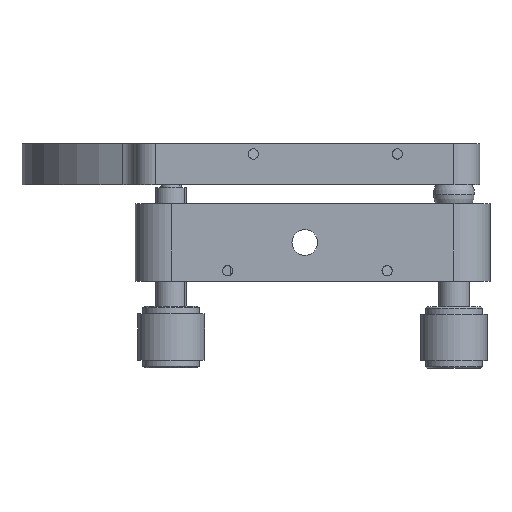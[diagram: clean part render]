
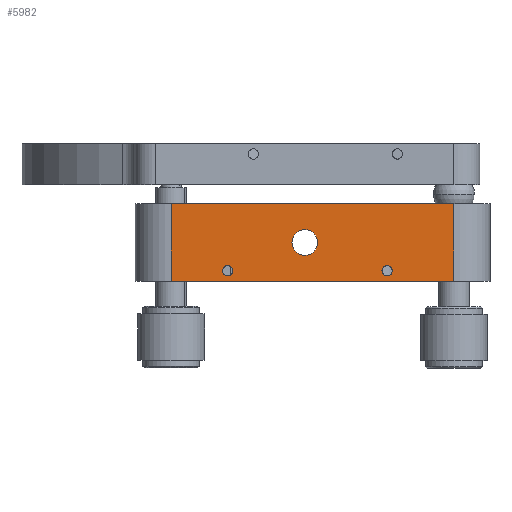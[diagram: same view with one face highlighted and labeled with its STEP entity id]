
A CAD part, front view. The second image highlights one B-rep face of the part: STEP entity #5982.
In plain terms, the highlighted planar face has unit normal (0, -1, 0).
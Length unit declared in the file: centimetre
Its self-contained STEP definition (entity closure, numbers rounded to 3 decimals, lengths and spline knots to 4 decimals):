
#889 = VERTEX_POINT ( 'NONE', #2821 ) ;
#890 = EDGE_CURVE ( 'NONE', #969, #899, #2825, .T. ) ;
#899 = VERTEX_POINT ( 'NONE', #2859 ) ;
#954 = VERTEX_POINT ( 'NONE', #2978 ) ;
#955 = VERTEX_POINT ( 'NONE', #2974 ) ;
#959 = EDGE_CURVE ( 'NONE', #955, #954, #2979, .T. ) ;
#966 = EDGE_CURVE ( 'NONE', #968, #889, #3050, .T. ) ;
#968 = VERTEX_POINT ( 'NONE', #3099 ) ;
#969 = VERTEX_POINT ( 'NONE', #3051 ) ;
#1003 = VERTEX_POINT ( 'NONE', #3142 ) ;
#1004 = EDGE_CURVE ( 'NONE', #1008, #1003, #3132, .T. ) ;
#1008 = VERTEX_POINT ( 'NONE', #3146 ) ;
#2815 = DIRECTION ( 'NONE',  ( 0., 0., 1. ) ) ;
#2816 = DIRECTION ( 'NONE',  ( 0., 1., 0. ) ) ;
#2818 = AXIS2_PLACEMENT_3D ( 'NONE', #2831, #2816, #2815 ) ;
#2821 = CARTESIAN_POINT ( 'NONE',  ( -3.5225, -3.344, -0.75 ) ) ;
#2825 = CIRCLE ( 'NONE', #2818, 0.25 ) ;
#2831 = CARTESIAN_POINT ( 'NONE',  ( -0.9225, -3.344, 0. ) ) ;
#2859 = CARTESIAN_POINT ( 'NONE',  ( -0.9225, -3.344, 0.25 ) ) ;
#2974 = CARTESIAN_POINT ( 'NONE',  ( 0.6775, -3.344, -0.45 ) ) ;
#2978 = CARTESIAN_POINT ( 'NONE',  ( 0.6775, -3.344, -0.65 ) ) ;
#2979 = CIRCLE ( 'NONE', #3012, 0.1 ) ;
#3005 = DIRECTION ( 'NONE',  ( 0., 0., -1. ) ) ;
#3006 = DIRECTION ( 'NONE',  ( 0., -1., 0. ) ) ;
#3012 = AXIS2_PLACEMENT_3D ( 'NONE', #3014, #3006, #3005 ) ;
#3014 = CARTESIAN_POINT ( 'NONE',  ( 0.6775, -3.344, -0.55 ) ) ;
#3047 = DIRECTION ( 'NONE',  ( 0., 0., -1. ) ) ;
#3048 = VECTOR ( 'NONE', #3047, 100. ) ;
#3049 = CARTESIAN_POINT ( 'NONE',  ( -3.5225, -3.344, 0.75 ) ) ;
#3050 = LINE ( 'NONE', #3049, #3048 ) ;
#3051 = CARTESIAN_POINT ( 'NONE',  ( -0.9225, -3.344, -0.25 ) ) ;
#3099 = CARTESIAN_POINT ( 'NONE',  ( -3.5225, -3.344, 0.75 ) ) ;
#3129 = DIRECTION ( 'NONE',  ( 0., 0., -1. ) ) ;
#3130 = DIRECTION ( 'NONE',  ( 0., -1., 0. ) ) ;
#3131 = AXIS2_PLACEMENT_3D ( 'NONE', #3145, #3130, #3129 ) ;
#3132 = CIRCLE ( 'NONE', #3131, 0.1 ) ;
#3142 = CARTESIAN_POINT ( 'NONE',  ( -2.4225, -3.344, -0.65 ) ) ;
#3145 = CARTESIAN_POINT ( 'NONE',  ( -2.4225, -3.344, -0.55 ) ) ;
#3146 = CARTESIAN_POINT ( 'NONE',  ( -2.4225, -3.344, -0.45 ) ) ;
#3388 = DIRECTION ( 'NONE',  ( 0., 0., -1. ) ) ;
#3389 = DIRECTION ( 'NONE',  ( 0., -1., 0. ) ) ;
#3390 = CARTESIAN_POINT ( 'NONE',  ( -2.4225, -3.344, -0.55 ) ) ;
#3391 = AXIS2_PLACEMENT_3D ( 'NONE', #3390, #3389, #3388 ) ;
#3392 = CARTESIAN_POINT ( 'NONE',  ( 0.6775, -3.344, -0.55 ) ) ;
#3402 = CIRCLE ( 'NONE', #3391, 0.1 ) ;
#3420 = AXIS2_PLACEMENT_3D ( 'NONE', #3392, #3435, #3476 ) ;
#3435 = DIRECTION ( 'NONE',  ( 0., -1., 0. ) ) ;
#3438 = CIRCLE ( 'NONE', #3420, 0.1 ) ;
#3456 = CIRCLE ( 'NONE', #3499, 0.25 ) ;
#3472 = PLANE ( 'NONE',  #3504 ) ;
#3476 = DIRECTION ( 'NONE',  ( 0., 0., -1. ) ) ;
#3478 = LINE ( 'NONE', #3517, #3524 ) ;
#3480 = DIRECTION ( 'NONE',  ( 0., 0., 1. ) ) ;
#3481 = DIRECTION ( 'NONE',  ( 0., 1., 0. ) ) ;
#3482 = CARTESIAN_POINT ( 'NONE',  ( 0.7431, -3.344, 0.75 ) ) ;
#3488 = FACE_BOUND ( 'NONE', #7166, .T. ) ;
#3490 = FACE_OUTER_BOUND ( 'NONE', #5971, .T. ) ;
#3491 = CARTESIAN_POINT ( 'NONE',  ( 1.9775, -3.344, 0.75 ) ) ;
#3492 = FACE_BOUND ( 'NONE', #5991, .T. ) ;
#3495 = DIRECTION ( 'NONE',  ( 0., 0., 1. ) ) ;
#3496 = DIRECTION ( 'NONE',  ( 0., 1., 0. ) ) ;
#3497 = FACE_BOUND ( 'NONE', #7164, .T. ) ;
#3499 = AXIS2_PLACEMENT_3D ( 'NONE', #3503, #3496, #3495 ) ;
#3503 = CARTESIAN_POINT ( 'NONE',  ( -0.9225, -3.344, 0. ) ) ;
#3504 = AXIS2_PLACEMENT_3D ( 'NONE', #3482, #3481, #3480 ) ;
#3516 = DIRECTION ( 'NONE',  ( 1., 0., 0. ) ) ;
#3517 = CARTESIAN_POINT ( 'NONE',  ( 0.7431, -3.344, -0.75 ) ) ;
#3520 = DIRECTION ( 'NONE',  ( 1., 0., 0. ) ) ;
#3521 = VECTOR ( 'NONE', #3520, 100. ) ;
#3522 = CARTESIAN_POINT ( 'NONE',  ( 0.7431, -3.344, 0.75 ) ) ;
#3523 = LINE ( 'NONE', #3522, #3521 ) ;
#3524 = VECTOR ( 'NONE', #3516, 100. ) ;
#3525 = DIRECTION ( 'NONE',  ( 0., 0., -1. ) ) ;
#3526 = VECTOR ( 'NONE', #3525, 100. ) ;
#3528 = CARTESIAN_POINT ( 'NONE',  ( 1.9775, -3.344, 0.75 ) ) ;
#3529 = LINE ( 'NONE', #3528, #3526 ) ;
#3533 = CARTESIAN_POINT ( 'NONE',  ( 1.9775, -3.344, -0.75 ) ) ;
#5934 = EDGE_CURVE ( 'NONE', #1003, #1008, #3402, .T. ) ;
#5956 = EDGE_CURVE ( 'NONE', #954, #955, #3438, .T. ) ;
#5971 = EDGE_LOOP ( 'NONE', ( #5995, #6000, #5999, #5983 ) ) ;
#5976 = EDGE_CURVE ( 'NONE', #899, #969, #3456, .T. ) ;
#5982 = ADVANCED_FACE ( 'NONE', ( #3492, #3490, #3488, #3497 ), #3472, .F. ) ;
#5983 = ORIENTED_EDGE ( 'NONE', *, *, #966, .T. ) ;
#5985 = VERTEX_POINT ( 'NONE', #3491 ) ;
#5991 = EDGE_LOOP ( 'NONE', ( #5998, #6001 ) ) ;
#5994 = VERTEX_POINT ( 'NONE', #3533 ) ;
#5995 = ORIENTED_EDGE ( 'NONE', *, *, #6002, .T. ) ;
#5996 = EDGE_CURVE ( 'NONE', #5985, #5994, #3529, .T. ) ;
#5997 = EDGE_CURVE ( 'NONE', #968, #5985, #3523, .T. ) ;
#5998 = ORIENTED_EDGE ( 'NONE', *, *, #5976, .T. ) ;
#5999 = ORIENTED_EDGE ( 'NONE', *, *, #5997, .F. ) ;
#6000 = ORIENTED_EDGE ( 'NONE', *, *, #5996, .F. ) ;
#6001 = ORIENTED_EDGE ( 'NONE', *, *, #890, .T. ) ;
#6002 = EDGE_CURVE ( 'NONE', #889, #5994, #3478, .T. ) ;
#7164 = EDGE_LOOP ( 'NONE', ( #7193, #7200 ) ) ;
#7166 = EDGE_LOOP ( 'NONE', ( #7179, #7188 ) ) ;
#7179 = ORIENTED_EDGE ( 'NONE', *, *, #5956, .F. ) ;
#7188 = ORIENTED_EDGE ( 'NONE', *, *, #959, .F. ) ;
#7193 = ORIENTED_EDGE ( 'NONE', *, *, #5934, .F. ) ;
#7200 = ORIENTED_EDGE ( 'NONE', *, *, #1004, .F. ) ;
